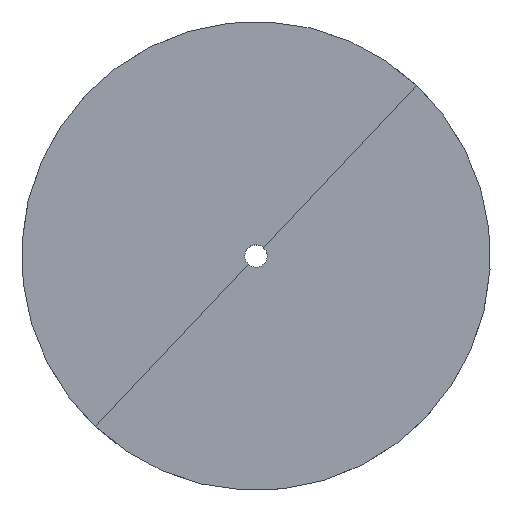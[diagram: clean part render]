
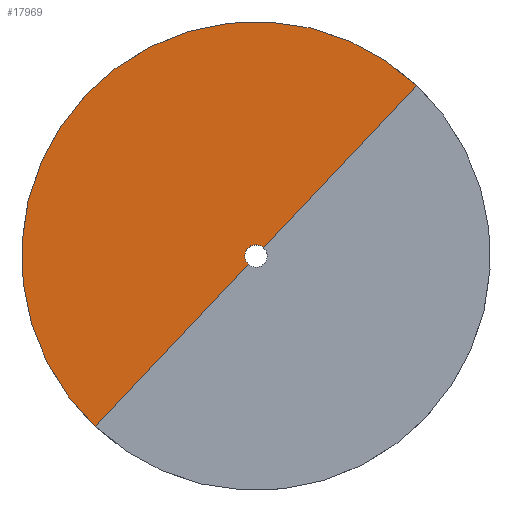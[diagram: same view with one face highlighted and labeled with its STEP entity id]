
A CAD part, top view. The second image highlights one B-rep face of the part: STEP entity #17969.
In plain terms, the highlighted face is a revolution surface.
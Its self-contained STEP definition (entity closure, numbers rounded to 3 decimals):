
#17923 = VERTEX_POINT('',#17924);
#17924 = CARTESIAN_POINT('',(-0.686,-0.727,11.572));
#17929 = EDGE_CURVE('',#17930,#17923,#17932,.T.);
#17930 = VERTEX_POINT('',#17931);
#17931 = CARTESIAN_POINT('',(0.686,0.727,11.572));
#17932 = CIRCLE('',#17933,1.);
#17933 = AXIS2_PLACEMENT_3D('',#17934,#17935,#17936);
#17934 = CARTESIAN_POINT('',(0.,0.,11.572));
#17935 = DIRECTION('',(0.,0.,1.));
#17936 = DIRECTION('',(-0.686,-0.727,0.));
#17969 = ADVANCED_FACE('[Impeller_1] Material domain SolidHub',(#17970),
  #17994,.F.);
#17970 = FACE_BOUND('',#17971,.F.);
#17971 = EDGE_LOOP('',(#17972,#17973,#17980,#17989));
#17972 = ORIENTED_EDGE('',*,*,#17929,.T.);
#17973 = ORIENTED_EDGE('',*,*,#17974,.T.);
#17974 = EDGE_CURVE('',#17923,#17975,#17977,.T.);
#17975 = VERTEX_POINT('',#17976);
#17976 = CARTESIAN_POINT('',(-14.34,-15.202,11.572));
#17977 = B_SPLINE_CURVE_WITH_KNOTS('',1,(#17978,#17979),.UNSPECIFIED.,
  .F.,.F.,(2,2),(0.,1.),.PIECEWISE_BEZIER_KNOTS.);
#17978 = CARTESIAN_POINT('',(-0.686,-0.727,11.572));
#17979 = CARTESIAN_POINT('',(-14.34,-15.202,11.572));
#17980 = ORIENTED_EDGE('',*,*,#17981,.F.);
#17981 = EDGE_CURVE('',#17982,#17975,#17984,.T.);
#17982 = VERTEX_POINT('',#17983);
#17983 = CARTESIAN_POINT('',(14.34,15.202,11.572));
#17984 = CIRCLE('',#17985,20.898);
#17985 = AXIS2_PLACEMENT_3D('',#17986,#17987,#17988);
#17986 = CARTESIAN_POINT('',(0.,0.,11.572));
#17987 = DIRECTION('',(0.,0.,1.));
#17988 = DIRECTION('',(-0.686,-0.727,0.));
#17989 = ORIENTED_EDGE('',*,*,#17990,.F.);
#17990 = EDGE_CURVE('',#17930,#17982,#17991,.T.);
#17991 = B_SPLINE_CURVE_WITH_KNOTS('',1,(#17992,#17993),.UNSPECIFIED.,
  .F.,.F.,(2,2),(0.,1.),.PIECEWISE_BEZIER_KNOTS.);
#17992 = CARTESIAN_POINT('',(0.686,0.727,11.572));
#17993 = CARTESIAN_POINT('',(14.34,15.202,11.572));
#17994 = SURFACE_OF_REVOLUTION('',#17995,#17998);
#17995 = B_SPLINE_CURVE_WITH_KNOTS('',1,(#17996,#17997),.UNSPECIFIED.,
  .F.,.F.,(2,2),(0.,1.),.PIECEWISE_BEZIER_KNOTS.);
#17996 = CARTESIAN_POINT('',(-0.686,-0.727,11.572));
#17997 = CARTESIAN_POINT('',(-14.34,-15.202,11.572));
#17998 = AXIS1_PLACEMENT('',#17999,#18000);
#17999 = CARTESIAN_POINT('',(0.,0.,0.));
#18000 = DIRECTION('',(0.,0.,1.));
